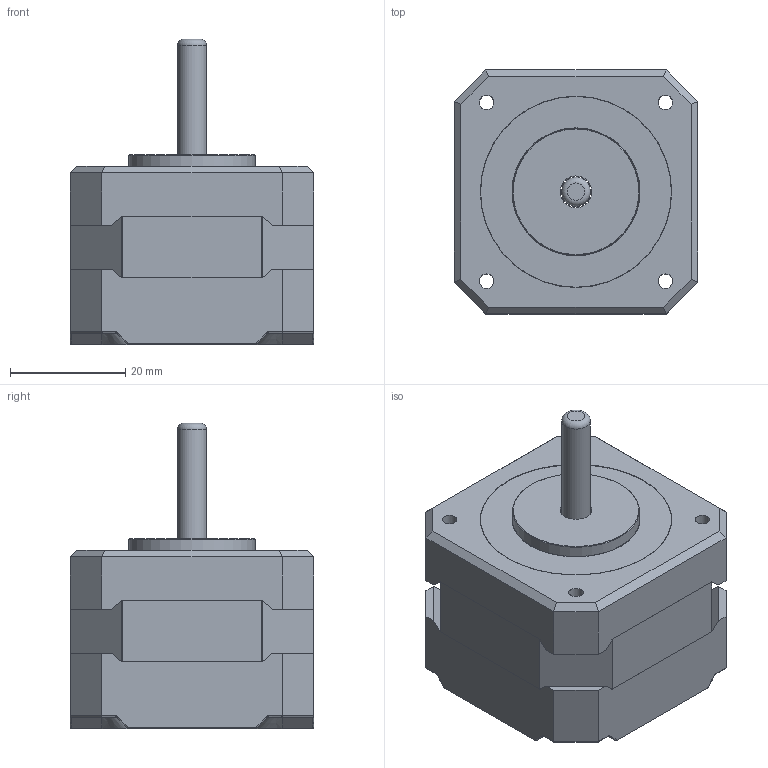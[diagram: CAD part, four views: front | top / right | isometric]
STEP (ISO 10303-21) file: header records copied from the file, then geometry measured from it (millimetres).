
FILE_DESCRIPTION(/* description */ (''),/* implementation_level */ '2;1');
FILE_NAME(/* name */ 'nema-17.step',/* time_stamp */ '2024-04-10T21:17:16+05:30',/* author */ (''),/* organization */ (''),/* preprocessor_version */ 'ST-DEVELOPER v20',/* originating_system */ 'Autodesk Translation Framework v12.20.1.177',/* authorisation */ '');
FILE_SCHEMA (('AUTOMOTIVE_DESIGN { 1 0 10303 214 3 1 1 }'));
Length unit declared in the file: millimetre
Products named in the file (2): nema-17; stepper-motor
Assembly tree (1 placements, depth 2):
  nema-17
    stepper-motor
Bounding box: 42.3 x 42.3 x 52.95 mm (x, y, z)
Volume: 52414.9 mm3; surface area: 10853 mm2
Topology: 2 solids, 2 shells, 153 faces, 361 edges, 217 vertices
Faces by surface type: plane 77, cylinder 45, torus 15, sphere 8, cone 8
Full cylindrical faces by diameter (mm): 2.529 x4, 5 x1, 5.5 x1, 22 x1
Entity records: 4527 total; most frequent: DIRECTION 785, CARTESIAN_POINT 734, ORIENTED_EDGE 722, EDGE_CURVE 361, AXIS2_PLACEMENT_3D 268, LINE 249, VECTOR 249, VERTEX_POINT 217
